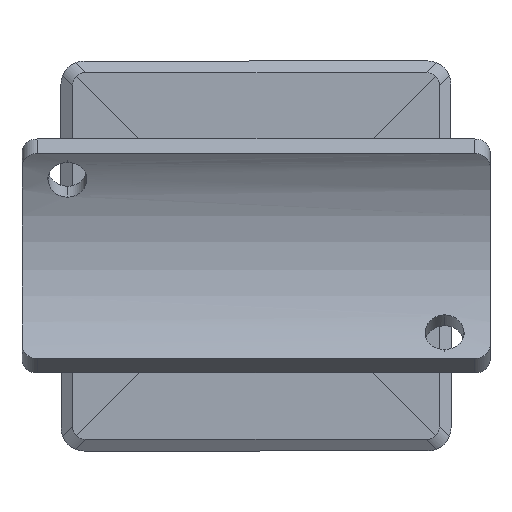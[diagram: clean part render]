
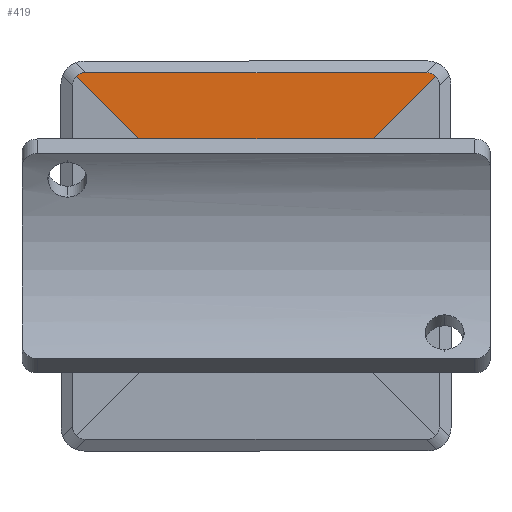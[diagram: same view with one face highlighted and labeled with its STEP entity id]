
A CAD part, left-side view. The second image highlights one B-rep face of the part: STEP entity #419.
In plain terms, the highlighted face is planar.
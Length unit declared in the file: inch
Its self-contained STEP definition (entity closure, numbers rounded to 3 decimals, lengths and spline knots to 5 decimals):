
#149 = VERTEX_POINT ( 'NONE', #5024 ) ;
#151 = PLANE ( 'NONE',  #5195 ) ;
#153 = CARTESIAN_POINT ( 'NONE',  ( -1.02756, 0.62992, -0.9252 ) ) ;
#203 = VERTEX_POINT ( 'NONE', #1867 ) ;
#234 = VERTEX_POINT ( 'NONE', #2243 ) ;
#318 = ORIENTED_EDGE ( 'NONE', *, *, #1479, .T. ) ;
#419 = ADVANCED_FACE ( 'NONE', ( #2379 ), #151, .F. ) ;
#461 = CARTESIAN_POINT ( 'NONE',  ( -0.13919, 0.62992, -0.13919 ) ) ;
#498 = CARTESIAN_POINT ( 'NONE',  ( -0.88047, 0.62992, -0.9252 ) ) ;
#501 = EDGE_CURVE ( 'NONE', #203, #5489, #4983, .T. ) ;
#579 = CARTESIAN_POINT ( 'NONE',  ( 0.89684, 0.62992, -0.91943 ) ) ;
#707 = ORIENTED_EDGE ( 'NONE', *, *, #6003, .T. ) ;
#801 = AXIS2_PLACEMENT_3D ( 'NONE', #1002, #1958, #2483 ) ;
#887 = DIRECTION ( 'NONE',  ( 0., 0., -1. ) ) ;
#1002 = CARTESIAN_POINT ( 'NONE',  ( 0., 0.62992, 0. ) ) ;
#1089 = LINE ( 'NONE', #3465, #4195 ) ;
#1262 = CARTESIAN_POINT ( 'NONE',  ( 0.90813, 0.62992, -0.90813 ) ) ;
#1281 = EDGE_CURVE ( 'NONE', #3381, #149, #5972, .T. ) ;
#1384 = ORIENTED_EDGE ( 'NONE', *, *, #3314, .T. ) ;
#1397 = CARTESIAN_POINT ( 'NONE',  ( -0.85968, 0.62992, -0.9252 ) ) ;
#1440 = DIRECTION ( 'NONE',  ( -1., 0., 0. ) ) ;
#1479 = EDGE_CURVE ( 'NONE', #5853, #234, #5153, .T. ) ;
#1784 = DIRECTION ( 'NONE',  ( 0., -1., 0. ) ) ;
#1809 = ORIENTED_EDGE ( 'NONE', *, *, #1281, .T. ) ;
#1867 = CARTESIAN_POINT ( 'NONE',  ( -0.90813, 0.62992, -0.90813 ) ) ;
#1958 = DIRECTION ( 'NONE',  ( 0., -1., 0. ) ) ;
#1961 = CARTESIAN_POINT ( 'NONE',  ( 0.85968, 0.62992, -0.9252 ) ) ;
#2243 = CARTESIAN_POINT ( 'NONE',  ( 0.85968, 0.62992, -0.9252 ) ) ;
#2316 = CARTESIAN_POINT ( 'NONE',  ( 0., 0.62992, -0.19685 ) ) ;
#2379 = FACE_OUTER_BOUND ( 'NONE', #2618, .T. ) ;
#2453 = CARTESIAN_POINT ( 'NONE',  ( 0.90813, 0.62992, -0.90813 ) ) ;
#2483 = DIRECTION ( 'NONE',  ( 0., 0., -1. ) ) ;
#2618 = EDGE_LOOP ( 'NONE', ( #6044, #1384, #3713, #707, #1809, #5833, #318 ) ) ;
#3093 = CARTESIAN_POINT ( 'NONE',  ( -0.97638, 0.62992, -0.97638 ) ) ;
#3146 = CARTESIAN_POINT ( 'NONE',  ( 0., 0.62992, 0. ) ) ;
#3314 = EDGE_CURVE ( 'NONE', #4412, #203, #4145, .T. ) ;
#3381 = VERTEX_POINT ( 'NONE', #2316 ) ;
#3465 = CARTESIAN_POINT ( 'NONE',  ( -0.05118, 0.62992, 0.05118 ) ) ;
#3495 = DIRECTION ( 'NONE',  ( -0.707, 0., 0.707 ) ) ;
#3713 = ORIENTED_EDGE ( 'NONE', *, *, #501, .T. ) ;
#3831 = CARTESIAN_POINT ( 'NONE',  ( 0.88047, 0.62992, -0.9252 ) ) ;
#3903 = CARTESIAN_POINT ( 'NONE',  ( -0.90813, 0.62992, -0.90813 ) ) ;
#3924 = CARTESIAN_POINT ( 'NONE',  ( -1.02756, 0.62992, -0.9252 ) ) ;
#4145 =( BOUNDED_CURVE ( )  B_SPLINE_CURVE ( 3, ( #1397, #498, #5190, #3903 ),
 .UNSPECIFIED., .F., .F. ) 
 B_SPLINE_CURVE_WITH_KNOTS ( ( 4, 4 ),
 ( 2.73854, 3.14159 ),
 .UNSPECIFIED. ) 
 CURVE ( )  GEOMETRIC_REPRESENTATION_ITEM ( )  RATIONAL_B_SPLINE_CURVE ( ( 1., 0.987, 0.987, 1. ) ) 
 REPRESENTATION_ITEM ( '' )  );
#4195 = VECTOR ( 'NONE', #3495, 39.37008 ) ;
#4261 = DIRECTION ( 'NONE',  ( 0., -1., 0. ) ) ;
#4319 = DIRECTION ( 'NONE',  ( 1., 0., 0. ) ) ;
#4412 = VERTEX_POINT ( 'NONE', #5817 ) ;
#4553 = DIRECTION ( 'NONE',  ( 0.707, 0., 0.707 ) ) ;
#4558 = VECTOR ( 'NONE', #4553, 39.37008 ) ;
#4877 = LINE ( 'NONE', #153, #5984 ) ;
#4883 = EDGE_CURVE ( 'NONE', #5853, #149, #1089, .T. ) ;
#4983 = LINE ( 'NONE', #3093, #4558 ) ;
#5024 = CARTESIAN_POINT ( 'NONE',  ( 0.13919, 0.62992, -0.13919 ) ) ;
#5044 = AXIS2_PLACEMENT_3D ( 'NONE', #3146, #1784, #887 ) ;
#5153 =( BOUNDED_CURVE ( )  B_SPLINE_CURVE ( 3, ( #2453, #579, #3831, #1961 ),
 .UNSPECIFIED., .F., .F. ) 
 B_SPLINE_CURVE_WITH_KNOTS ( ( 4, 4 ),
 ( 3.14159, 3.54465 ),
 .UNSPECIFIED. ) 
 CURVE ( )  GEOMETRIC_REPRESENTATION_ITEM ( )  RATIONAL_B_SPLINE_CURVE ( ( 1., 0.987, 0.987, 1. ) ) 
 REPRESENTATION_ITEM ( '' )  );
#5190 = CARTESIAN_POINT ( 'NONE',  ( -0.89684, 0.62992, -0.91943 ) ) ;
#5195 = AXIS2_PLACEMENT_3D ( 'NONE', #3924, #4261, #1440 ) ;
#5489 = VERTEX_POINT ( 'NONE', #461 ) ;
#5592 = CIRCLE ( 'NONE', #801, 0.19685 ) ;
#5817 = CARTESIAN_POINT ( 'NONE',  ( -0.85968, 0.62992, -0.9252 ) ) ;
#5833 = ORIENTED_EDGE ( 'NONE', *, *, #4883, .F. ) ;
#5853 = VERTEX_POINT ( 'NONE', #1262 ) ;
#5972 = CIRCLE ( 'NONE', #5044, 0.19685 ) ;
#5984 = VECTOR ( 'NONE', #4319, 39.37008 ) ;
#6003 = EDGE_CURVE ( 'NONE', #5489, #3381, #5592, .T. ) ;
#6037 = EDGE_CURVE ( 'NONE', #4412, #234, #4877, .T. ) ;
#6044 = ORIENTED_EDGE ( 'NONE', *, *, #6037, .F. ) ;
